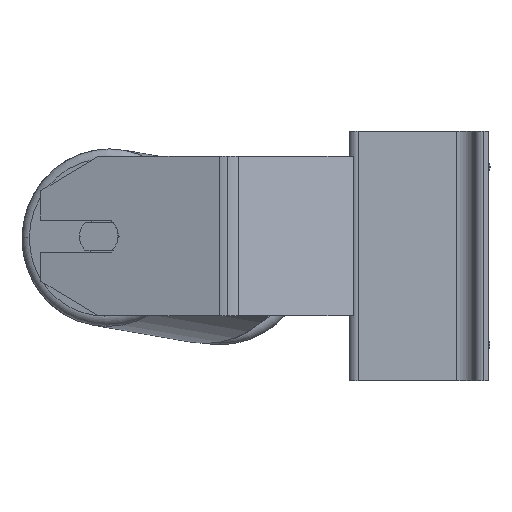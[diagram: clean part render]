
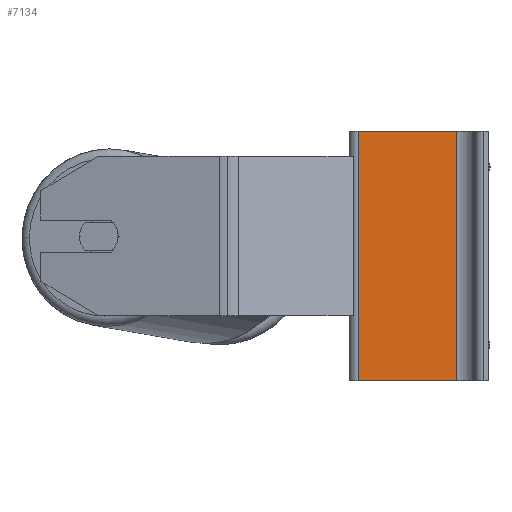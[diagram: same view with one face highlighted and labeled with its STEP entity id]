
A CAD part, left-side view. The second image highlights one B-rep face of the part: STEP entity #7134.
In plain terms, the highlighted planar face has unit normal (-1, 0, 0).
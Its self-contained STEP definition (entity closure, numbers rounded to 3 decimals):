
#556 = LINE ( 'NONE', #5384, #10260 ) ;
#790 = VECTOR ( 'NONE', #8757, 1000. ) ;
#1912 = VERTEX_POINT ( 'NONE', #7884 ) ;
#2699 = VERTEX_POINT ( 'NONE', #2768 ) ;
#2768 = CARTESIAN_POINT ( 'NONE',  ( -337., -36., -62.5 ) ) ;
#2962 = EDGE_CURVE ( 'NONE', #8429, #1912, #4972, .T. ) ;
#3060 = ORIENTED_EDGE ( 'NONE', *, *, #4279, .T. ) ;
#3354 = VECTOR ( 'NONE', #9725, 1000. ) ;
#3813 = DIRECTION ( 'NONE',  ( 1., 0., 0. ) ) ;
#4237 = ORIENTED_EDGE ( 'NONE', *, *, #7992, .F. ) ;
#4279 = EDGE_CURVE ( 'NONE', #1912, #2699, #4326, .T. ) ;
#4326 = LINE ( 'NONE', #8528, #8750 ) ;
#4608 = LINE ( 'NONE', #5467, #790 ) ;
#4972 = LINE ( 'NONE', #8262, #3354 ) ;
#5250 = CARTESIAN_POINT ( 'NONE',  ( -337., -36., 62.5 ) ) ;
#5384 = CARTESIAN_POINT ( 'NONE',  ( -337., 13.5, 62.5 ) ) ;
#5447 = CARTESIAN_POINT ( 'NONE',  ( -337., 13.5, 62.5 ) ) ;
#5467 = CARTESIAN_POINT ( 'NONE',  ( -337., -36., 62.5 ) ) ;
#5650 = FACE_OUTER_BOUND ( 'NONE', #7319, .T. ) ;
#7134 = ADVANCED_FACE ( 'NONE', ( #5650 ), #9536, .F. ) ;
#7319 = EDGE_LOOP ( 'NONE', ( #3060, #4237, #7402, #7941 ) ) ;
#7402 = ORIENTED_EDGE ( 'NONE', *, *, #8435, .F. ) ;
#7568 = DIRECTION ( 'NONE',  ( 0., -1., 0. ) ) ;
#7850 = VERTEX_POINT ( 'NONE', #5250 ) ;
#7881 = DIRECTION ( 'NONE',  ( 0., -1., 0. ) ) ;
#7884 = CARTESIAN_POINT ( 'NONE',  ( -337., 13.5, -62.5 ) ) ;
#7941 = ORIENTED_EDGE ( 'NONE', *, *, #2962, .T. ) ;
#7992 = EDGE_CURVE ( 'NONE', #7850, #2699, #4608, .T. ) ;
#8262 = CARTESIAN_POINT ( 'NONE',  ( -337., 13.5, 62.5 ) ) ;
#8429 = VERTEX_POINT ( 'NONE', #5447 ) ;
#8435 = EDGE_CURVE ( 'NONE', #8429, #7850, #556, .T. ) ;
#8528 = CARTESIAN_POINT ( 'NONE',  ( -337., 13.5, -62.5 ) ) ;
#8750 = VECTOR ( 'NONE', #7568, 1000. ) ;
#8757 = DIRECTION ( 'NONE',  ( 0., 0., -1. ) ) ;
#9037 = AXIS2_PLACEMENT_3D ( 'NONE', #10554, #3813, #10501 ) ;
#9536 = PLANE ( 'NONE',  #9037 ) ;
#9725 = DIRECTION ( 'NONE',  ( 0., 0., -1. ) ) ;
#10260 = VECTOR ( 'NONE', #7881, 1000. ) ;
#10501 = DIRECTION ( 'NONE',  ( 0., 1., 0. ) ) ;
#10554 = CARTESIAN_POINT ( 'NONE',  ( -337., 13.5, 62.5 ) ) ;
